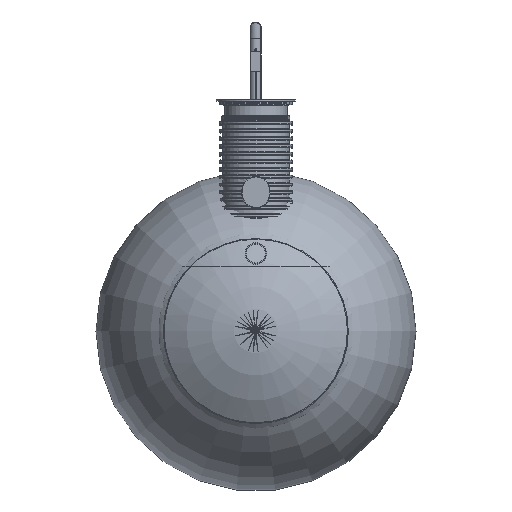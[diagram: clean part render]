
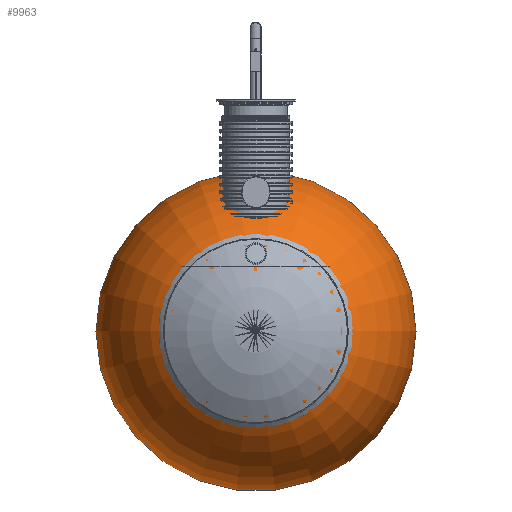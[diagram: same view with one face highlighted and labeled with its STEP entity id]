
A CAD part, front view. The second image highlights one B-rep face of the part: STEP entity #9963.
In plain terms, the highlighted toroidal (fillet/blend) face has major radius 1.234 mm and minor radius 1600 mm.
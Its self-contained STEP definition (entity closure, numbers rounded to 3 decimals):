
#981=B_SPLINE_CURVE_WITH_KNOTS('',3,(#20380,#20381,#20382,#20383,#20384,
#20385,#20386,#20387,#20388,#20389,#20390,#20391,#20392,#20393,#20394,#20395,
#20396,#20397,#20398,#20399,#20400,#20401,#20402,#20403,#20404,#20405,#20406,
#20407),.UNSPECIFIED.,.F.,.F.,(4,1,1,1,1,1,1,1,1,1,1,1,1,1,1,1,1,1,1,1,
1,1,1,1,1,4),(8.486,8.569,8.652,8.735,
8.819,8.86,8.902,8.943,8.985,
9.026,9.068,9.109,9.151,9.192,
9.234,9.317,9.4,9.483,9.524,
9.566,9.607,9.628,9.649,9.69,
9.732,9.815),.UNSPECIFIED.);
#1750=VERTEX_LOOP('',#6129);
#1753=DEGENERATE_TOROIDAL_SURFACE('',#11480,1.233,1600.,
 .T.);
#3536=ORIENTED_EDGE('',*,*,#5111,.T.);
#3537=ORIENTED_EDGE('',*,*,#5114,.T.);
#5111=EDGE_CURVE('',#6127,#6128,#6831,.T.);
#5114=EDGE_CURVE('',#6128,#6127,#981,.T.);
#6127=VERTEX_POINT('',#20336);
#6128=VERTEX_POINT('',#20337);
#6129=VERTEX_POINT('',#20379);
#6831=CIRCLE('',#11479,915.14);
#7764=EDGE_LOOP('',(#3536,#3537));
#8922=FACE_BOUND('',#1750,.T.);
#8923=FACE_BOUND('',#7764,.T.);
#9963=ADVANCED_FACE('',(#8922,#8923),#1753,.T.);
#11479=AXIS2_PLACEMENT_3D('',#20335,#13957,#13958);
#11480=AXIS2_PLACEMENT_3D('',#20378,#13959,#13960);
#13957=DIRECTION('',(-0.002,-1.,0.));
#13958=DIRECTION('',(1.,-0.002,0.));
#13959=DIRECTION('',(-0.002,-1.,0.));
#13960=DIRECTION('',(1.,-0.002,0.));
#20335=CARTESIAN_POINT('',(-2.005,-163.138,0.));
#20336=CARTESIAN_POINT('',(-647.202,-161.547,649.));
#20337=CARTESIAN_POINT('',(643.191,-164.729,649.));
#20378=CARTESIAN_POINT('',(1.233,1150.165,0.));
#20379=CARTESIAN_POINT('',(-2.712,-449.83,0.));
#20380=CARTESIAN_POINT('',(643.191,-164.729,649.));
#20381=CARTESIAN_POINT('',(618.244,-176.892,649.));
#20382=CARTESIAN_POINT('',(567.767,-199.747,649.));
#20383=CARTESIAN_POINT('',(490.325,-229.652,649.));
#20384=CARTESIAN_POINT('',(411.139,-255.177,649.));
#20385=CARTESIAN_POINT('',(343.723,-272.75,649.));
#20386=CARTESIAN_POINT('',(288.827,-284.559,649.));
#20387=CARTESIAN_POINT('',(247.52,-292.209,649.));
#20388=CARTESIAN_POINT('',(206.092,-298.661,649.));
#20389=CARTESIAN_POINT('',(164.54,-303.921,649.));
#20390=CARTESIAN_POINT('',(122.867,-307.991,649.));
#20391=CARTESIAN_POINT('',(81.067,-310.87,649.));
#20392=CARTESIAN_POINT('',(39.156,-312.556,649.));
#20393=CARTESIAN_POINT('',(-2.926,-313.041,649.));
#20394=CARTESIAN_POINT('',(-44.954,-312.317,649.));
#20395=CARTESIAN_POINT('',(-100.662,-309.763,649.));
#20396=CARTESIAN_POINT('',(-169.808,-303.622,649.));
#20397=CARTESIAN_POINT('',(-251.972,-291.602,649.));
#20398=CARTESIAN_POINT('',(-319.777,-277.727,649.));
#20399=CARTESIAN_POINT('',(-373.62,-264.298,649.));
#20400=CARTESIAN_POINT('',(-413.799,-253.054,649.));
#20401=CARTESIAN_POINT('',(-447.114,-242.698,649.));
#20402=CARTESIAN_POINT('',(-473.656,-233.816,649.));
#20403=CARTESIAN_POINT('',(-500.151,-224.526,649.));
#20404=CARTESIAN_POINT('',(-532.904,-212.24,649.));
#20405=CARTESIAN_POINT('',(-584.52,-191.177,649.));
#20406=CARTESIAN_POINT('',(-622.359,-173.811,649.));
#20407=CARTESIAN_POINT('',(-647.202,-161.547,649.));
